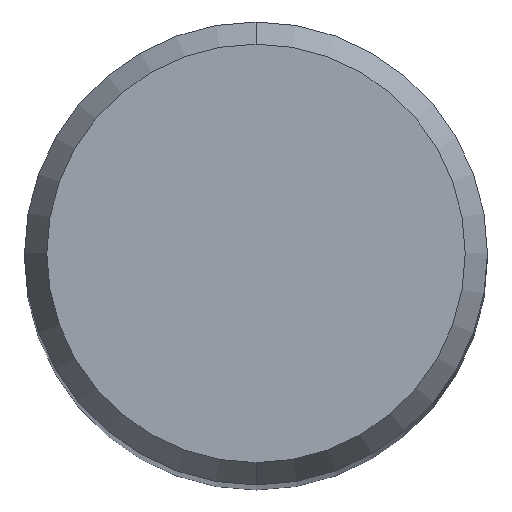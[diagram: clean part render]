
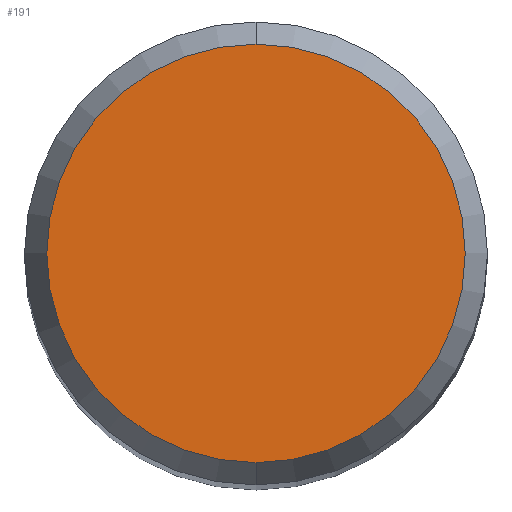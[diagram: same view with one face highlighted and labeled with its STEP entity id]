
A CAD part, top view. The second image highlights one B-rep face of the part: STEP entity #191.
In plain terms, the highlighted planar face has unit normal (0, 0, 1).
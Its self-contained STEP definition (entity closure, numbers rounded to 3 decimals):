
#139=EDGE_CURVE('',#147,#157,#295,.T.);
#147=VERTEX_POINT('',#303);
#157=VERTEX_POINT('',#314);
#165=EDGE_CURVE('',#157,#147,#323,.T.);
#191=ADVANCED_FACE('',(#355),#356,.T.);
#295=CIRCLE('',#466,2.158);
#303=CARTESIAN_POINT('',(0.,-2.158,0.));
#314=CARTESIAN_POINT('',(0.0,2.158,0.));
#323=CIRCLE('',#507,2.158);
#355=FACE_OUTER_BOUND('',#544,.T.);
#356=PLANE('',#545);
#466=AXIS2_PLACEMENT_3D('',#654,#655,#656);
#507=AXIS2_PLACEMENT_3D('',#684,#685,#686);
#544=EDGE_LOOP('',(#737,#738));
#545=AXIS2_PLACEMENT_3D('',#739,#740,#741);
#654=CARTESIAN_POINT('',(0.0,0.0,0.));
#655=DIRECTION('',(0.0,0.0,-1.0));
#656=DIRECTION('',(0.0,1.0,0.0));
#684=CARTESIAN_POINT('',(0.0,0.0,0.));
#685=DIRECTION('',(0.0,0.0,-1.0));
#686=DIRECTION('',(0.0,1.0,0.0));
#737=ORIENTED_EDGE('',*,*,#165,.F.);
#738=ORIENTED_EDGE('',*,*,#139,.F.);
#739=CARTESIAN_POINT('',(0.0,1.079,0.));
#740=DIRECTION('',(-0.0,0.0,1.0));
#741=DIRECTION('',(0.0,-1.0,0.0));
